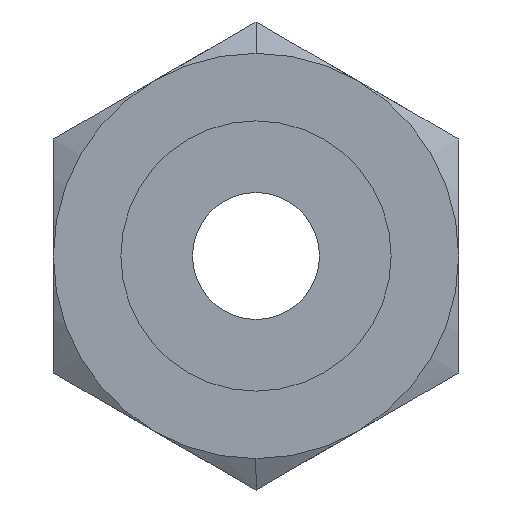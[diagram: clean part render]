
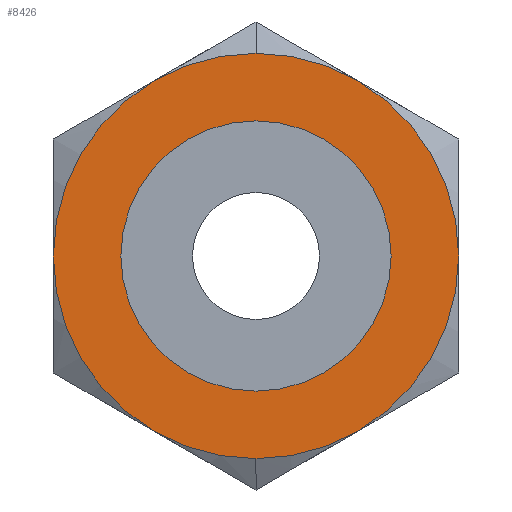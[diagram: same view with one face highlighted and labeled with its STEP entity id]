
A CAD part, left-side view. The second image highlights one B-rep face of the part: STEP entity #8426.
In plain terms, the highlighted planar face has unit normal (-1, 0, 0).
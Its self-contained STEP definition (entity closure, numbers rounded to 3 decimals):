
#22 = VERTEX_POINT ( 'NONE', #3471 ) ;
#87 = EDGE_CURVE ( 'NONE', #22, #1082, #5422, .T. ) ;
#306 = CARTESIAN_POINT ( 'NONE',  ( 0., 0., -12.7 ) ) ;
#325 = FACE_OUTER_BOUND ( 'NONE', #6222, .T. ) ;
#1082 = VERTEX_POINT ( 'NONE', #2690 ) ;
#1173 = DIRECTION ( 'NONE',  ( 1., 0., 0. ) ) ;
#1602 = ORIENTED_EDGE ( 'NONE', *, *, #3674, .T. ) ;
#1615 = DIRECTION ( 'NONE',  ( 0., 0., 1. ) ) ;
#2148 = CARTESIAN_POINT ( 'NONE',  ( 0., 0., 0. ) ) ;
#2599 = CARTESIAN_POINT ( 'NONE',  ( 0., 0., 9.525 ) ) ;
#2660 = EDGE_LOOP ( 'NONE', ( #1602, #8299 ) ) ;
#2690 = CARTESIAN_POINT ( 'NONE',  ( 0., 0., -19.05 ) ) ;
#3471 = CARTESIAN_POINT ( 'NONE',  ( 0., 0., 19.05 ) ) ;
#3674 = EDGE_CURVE ( 'NONE', #5242, #3760, #4246, .T. ) ;
#3760 = VERTEX_POINT ( 'NONE', #4178 ) ;
#3901 = AXIS2_PLACEMENT_3D ( 'NONE', #2599, #5696, #8813 ) ;
#3917 = AXIS2_PLACEMENT_3D ( 'NONE', #3927, #7768, #7822 ) ;
#3927 = CARTESIAN_POINT ( 'NONE',  ( 0., 0., 0. ) ) ;
#4178 = CARTESIAN_POINT ( 'NONE',  ( 0., 0., 12.7 ) ) ;
#4216 = DIRECTION ( 'NONE',  ( 0., 0., 1. ) ) ;
#4246 = CIRCLE ( 'NONE', #3917, 12.7 ) ;
#4662 = EDGE_CURVE ( 'NONE', #3760, #5242, #5568, .T. ) ;
#5242 = VERTEX_POINT ( 'NONE', #306 ) ;
#5422 = CIRCLE ( 'NONE', #7681, 19.05 ) ;
#5568 = CIRCLE ( 'NONE', #8501, 12.7 ) ;
#5696 = DIRECTION ( 'NONE',  ( -1., 0., 0. ) ) ;
#6217 = CARTESIAN_POINT ( 'NONE',  ( 0., 0., 0. ) ) ;
#6222 = EDGE_LOOP ( 'NONE', ( #8924, #7191 ) ) ;
#6465 = PLANE ( 'NONE',  #3901 ) ;
#6719 = DIRECTION ( 'NONE',  ( 1., 0., 0. ) ) ;
#7089 = DIRECTION ( 'NONE',  ( 1., 0., 0. ) ) ;
#7191 = ORIENTED_EDGE ( 'NONE', *, *, #8468, .F. ) ;
#7334 = FACE_BOUND ( 'NONE', #2660, .T. ) ;
#7681 = AXIS2_PLACEMENT_3D ( 'NONE', #8113, #1173, #4216 ) ;
#7768 = DIRECTION ( 'NONE',  ( 1., 0., 0. ) ) ;
#7822 = DIRECTION ( 'NONE',  ( 0., 0., -1. ) ) ;
#7826 = CIRCLE ( 'NONE', #8645, 19.05 ) ;
#8113 = CARTESIAN_POINT ( 'NONE',  ( 0., 0., 0. ) ) ;
#8299 = ORIENTED_EDGE ( 'NONE', *, *, #4662, .T. ) ;
#8356 = DIRECTION ( 'NONE',  ( 0., 0., -1. ) ) ;
#8426 = ADVANCED_FACE ( 'NONE', ( #7334, #325 ), #6465, .T. ) ;
#8468 = EDGE_CURVE ( 'NONE', #1082, #22, #7826, .T. ) ;
#8501 = AXIS2_PLACEMENT_3D ( 'NONE', #6217, #7089, #1615 ) ;
#8645 = AXIS2_PLACEMENT_3D ( 'NONE', #2148, #6719, #8356 ) ;
#8813 = DIRECTION ( 'NONE',  ( 0., 0., 1. ) ) ;
#8924 = ORIENTED_EDGE ( 'NONE', *, *, #87, .F. ) ;
